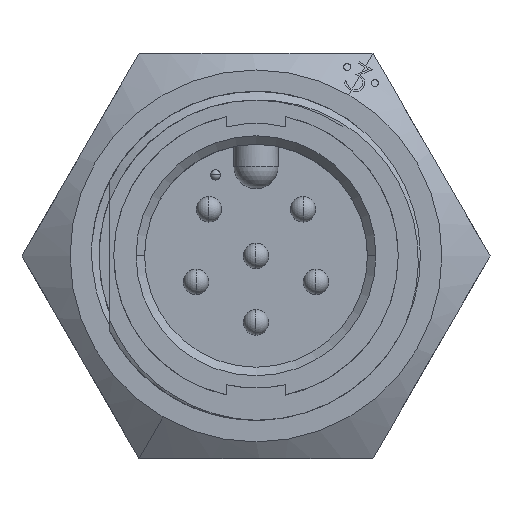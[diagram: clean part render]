
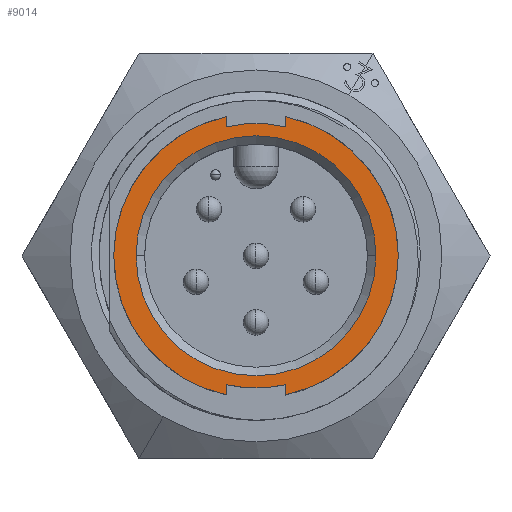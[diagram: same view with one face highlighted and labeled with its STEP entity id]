
A CAD part, top view. The second image highlights one B-rep face of the part: STEP entity #9014.
In plain terms, the highlighted planar face has unit normal (0, 0, 1).
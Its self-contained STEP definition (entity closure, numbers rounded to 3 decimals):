
#130 = ORIENTED_EDGE ( 'NONE', *, *, #11742, .F. ) ;
#1375 = CARTESIAN_POINT ( 'NONE',  ( -1.867, -8.718, 0. ) ) ;
#1431 = AXIS2_PLACEMENT_3D ( 'NONE', #7874, #19161, #9489 ) ;
#1708 = CARTESIAN_POINT ( 'NONE',  ( 1.867, -8.718, 0. ) ) ;
#1967 = DIRECTION ( 'NONE',  ( 1., 0., 0. ) ) ;
#2425 = VERTEX_POINT ( 'NONE', #2869 ) ;
#2562 = VERTEX_POINT ( 'NONE', #4612 ) ;
#2581 = CARTESIAN_POINT ( 'NONE',  ( -1.867, -8.08, 0. ) ) ;
#2618 = AXIS2_PLACEMENT_3D ( 'NONE', #16544, #6905, #18171 ) ;
#2657 = ORIENTED_EDGE ( 'NONE', *, *, #3857, .F. ) ;
#2869 = CARTESIAN_POINT ( 'NONE',  ( 1.867, -8.08, 0. ) ) ;
#2975 = VERTEX_POINT ( 'NONE', #16627 ) ;
#3286 = DIRECTION ( 'NONE',  ( 0., 0., -1. ) ) ;
#3686 = CARTESIAN_POINT ( 'NONE',  ( -1.867, 8.08, 0. ) ) ;
#3857 = EDGE_CURVE ( 'NONE', #12714, #6011, #8095, .T. ) ;
#4043 = CARTESIAN_POINT ( 'NONE',  ( -1.867, -8.08, 0. ) ) ;
#4218 = DIRECTION ( 'NONE',  ( 0., -1., 0. ) ) ;
#4612 = CARTESIAN_POINT ( 'NONE',  ( 1.867, 8.718, 0. ) ) ;
#4825 = AXIS2_PLACEMENT_3D ( 'NONE', #6694, #17954, #8288 ) ;
#5118 = EDGE_CURVE ( 'NONE', #6435, #2425, #20208, .T. ) ;
#5494 = CARTESIAN_POINT ( 'NONE',  ( -7.518, 0., 0. ) ) ;
#5782 = CARTESIAN_POINT ( 'NONE',  ( 8.915, 0., 0. ) ) ;
#5906 = EDGE_CURVE ( 'NONE', #18861, #2975, #13908, .T. ) ;
#6011 = VERTEX_POINT ( 'NONE', #5494 ) ;
#6015 = AXIS2_PLACEMENT_3D ( 'NONE', #12988, #3286, #14600 ) ;
#6288 = CARTESIAN_POINT ( 'NONE',  ( -1.867, 8.718, 0. ) ) ;
#6363 = EDGE_CURVE ( 'NONE', #2975, #2562, #13642, .T. ) ;
#6435 = VERTEX_POINT ( 'NONE', #1708 ) ;
#6532 = FACE_BOUND ( 'NONE', #8888, .T. ) ;
#6653 = DIRECTION ( 'NONE',  ( 0., 1., 0. ) ) ;
#6694 = CARTESIAN_POINT ( 'NONE',  ( 0., 0., 0. ) ) ;
#6883 = DIRECTION ( 'NONE',  ( 1., 0., 0. ) ) ;
#6905 = DIRECTION ( 'NONE',  ( 0., 0., 1. ) ) ;
#6912 = CIRCLE ( 'NONE', #2618, 8.915 ) ;
#6967 = ORIENTED_EDGE ( 'NONE', *, *, #6363, .F. ) ;
#7314 = DIRECTION ( 'NONE',  ( -1., 0., 0. ) ) ;
#7874 = CARTESIAN_POINT ( 'NONE',  ( 0., 0., 0. ) ) ;
#7954 = CARTESIAN_POINT ( 'NONE',  ( 0., 0., 0. ) ) ;
#8095 = CIRCLE ( 'NONE', #16216, 7.518 ) ;
#8288 = DIRECTION ( 'NONE',  ( 1., 0., 0. ) ) ;
#8385 = LINE ( 'NONE', #2581, #16459 ) ;
#8486 = CARTESIAN_POINT ( 'NONE',  ( 0., 0., 0. ) ) ;
#8888 = EDGE_LOOP ( 'NONE', ( #2657, #13637 ) ) ;
#9014 = ADVANCED_FACE ( 'NONE', ( #19398, #6532 ), #14146, .F. ) ;
#9489 = DIRECTION ( 'NONE',  ( 1., 0., 0. ) ) ;
#9847 = CARTESIAN_POINT ( 'NONE',  ( 1.867, -8.08, 0. ) ) ;
#9876 = AXIS2_PLACEMENT_3D ( 'NONE', #8486, #18146, #6883 ) ;
#10099 = CIRCLE ( 'NONE', #1431, 8.915 ) ;
#10129 = VERTEX_POINT ( 'NONE', #6288 ) ;
#10193 = VERTEX_POINT ( 'NONE', #1375 ) ;
#10424 = VERTEX_POINT ( 'NONE', #5782 ) ;
#10535 = EDGE_CURVE ( 'NONE', #6011, #12714, #13803, .T. ) ;
#10596 = AXIS2_PLACEMENT_3D ( 'NONE', #11033, #12176, #7314 ) ;
#10965 = CARTESIAN_POINT ( 'NONE',  ( 7.518, 0., 0. ) ) ;
#11033 = CARTESIAN_POINT ( 'NONE',  ( 0., 7.518, 0. ) ) ;
#11179 = ORIENTED_EDGE ( 'NONE', *, *, #15111, .F. ) ;
#11243 = CIRCLE ( 'NONE', #6015, 8.293 ) ;
#11261 = ORIENTED_EDGE ( 'NONE', *, *, #12996, .T. ) ;
#11404 = DIRECTION ( 'NONE',  ( 0., 0., 1. ) ) ;
#11583 = VECTOR ( 'NONE', #21018, 1000. ) ;
#11742 = EDGE_CURVE ( 'NONE', #2425, #12217, #11243, .T. ) ;
#12176 = DIRECTION ( 'NONE',  ( 0., 0., -1. ) ) ;
#12217 = VERTEX_POINT ( 'NONE', #4043 ) ;
#12714 = VERTEX_POINT ( 'NONE', #10965 ) ;
#12988 = CARTESIAN_POINT ( 'NONE',  ( 0., 0., 0. ) ) ;
#12996 = EDGE_CURVE ( 'NONE', #6435, #10424, #6912, .T. ) ;
#13134 = VECTOR ( 'NONE', #6653, 1000. ) ;
#13296 = DIRECTION ( 'NONE',  ( 0., 0., 1. ) ) ;
#13429 = CARTESIAN_POINT ( 'NONE',  ( -1.867, 8.718, 0. ) ) ;
#13463 = ORIENTED_EDGE ( 'NONE', *, *, #5906, .F. ) ;
#13637 = ORIENTED_EDGE ( 'NONE', *, *, #10535, .F. ) ;
#13642 = LINE ( 'NONE', #14666, #13134 ) ;
#13803 = CIRCLE ( 'NONE', #14811, 7.518 ) ;
#13908 = CIRCLE ( 'NONE', #9876, 8.293 ) ;
#13952 = ORIENTED_EDGE ( 'NONE', *, *, #18604, .F. ) ;
#14146 = PLANE ( 'NONE',  #10596 ) ;
#14600 = DIRECTION ( 'NONE',  ( 1., 0., 0. ) ) ;
#14664 = DIRECTION ( 'NONE',  ( 1., 0., 0. ) ) ;
#14666 = CARTESIAN_POINT ( 'NONE',  ( 1.867, 8.718, 0. ) ) ;
#14698 = ORIENTED_EDGE ( 'NONE', *, *, #17375, .T. ) ;
#14811 = AXIS2_PLACEMENT_3D ( 'NONE', #7954, #11404, #14664 ) ;
#14929 = CARTESIAN_POINT ( 'NONE',  ( 0., 0., 0. ) ) ;
#15064 = DIRECTION ( 'NONE',  ( 0., -1., 0. ) ) ;
#15111 = EDGE_CURVE ( 'NONE', #12217, #10193, #8385, .T. ) ;
#15598 = ORIENTED_EDGE ( 'NONE', *, *, #16213, .T. ) ;
#15617 = VECTOR ( 'NONE', #15064, 1000. ) ;
#15944 = ORIENTED_EDGE ( 'NONE', *, *, #5118, .F. ) ;
#16116 = LINE ( 'NONE', #13429, #15617 ) ;
#16213 = EDGE_CURVE ( 'NONE', #10424, #2562, #19739, .T. ) ;
#16216 = AXIS2_PLACEMENT_3D ( 'NONE', #14929, #13296, #1967 ) ;
#16459 = VECTOR ( 'NONE', #4218, 1000. ) ;
#16544 = CARTESIAN_POINT ( 'NONE',  ( 0., 0., 0. ) ) ;
#16627 = CARTESIAN_POINT ( 'NONE',  ( 1.867, 8.08, 0. ) ) ;
#17375 = EDGE_CURVE ( 'NONE', #10129, #10193, #10099, .T. ) ;
#17954 = DIRECTION ( 'NONE',  ( 0., 0., 1. ) ) ;
#18146 = DIRECTION ( 'NONE',  ( 0., 0., -1. ) ) ;
#18171 = DIRECTION ( 'NONE',  ( 1., 0., 0. ) ) ;
#18604 = EDGE_CURVE ( 'NONE', #10129, #18861, #16116, .T. ) ;
#18861 = VERTEX_POINT ( 'NONE', #3686 ) ;
#19161 = DIRECTION ( 'NONE',  ( 0., 0., 1. ) ) ;
#19398 = FACE_OUTER_BOUND ( 'NONE', #19939, .T. ) ;
#19739 = CIRCLE ( 'NONE', #4825, 8.915 ) ;
#19939 = EDGE_LOOP ( 'NONE', ( #13463, #13952, #14698, #11179, #130, #15944, #11261, #15598, #6967 ) ) ;
#20208 = LINE ( 'NONE', #9847, #11583 ) ;
#21018 = DIRECTION ( 'NONE',  ( 0., 1., 0. ) ) ;
